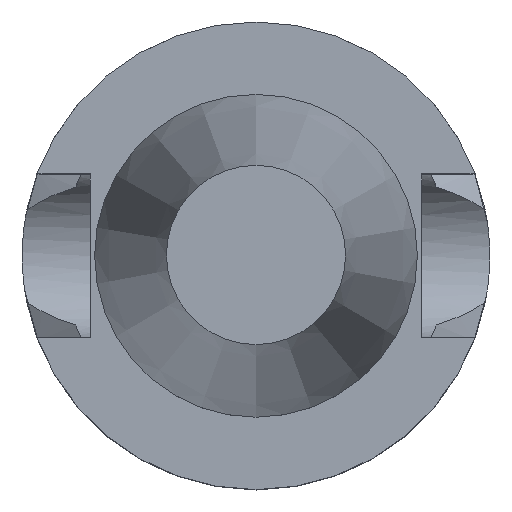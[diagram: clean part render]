
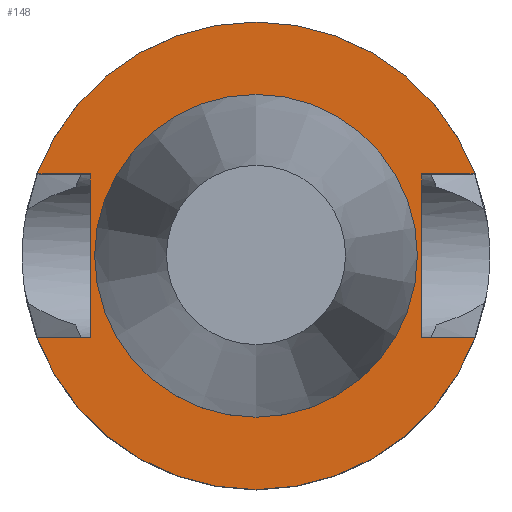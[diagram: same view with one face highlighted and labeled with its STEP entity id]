
A CAD part, top view. The second image highlights one B-rep face of the part: STEP entity #148.
In plain terms, the highlighted planar face has unit normal (0, 0, 1).
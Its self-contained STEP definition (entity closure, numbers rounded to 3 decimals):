
#148=ADVANCED_FACE('240[2]',(#390,#391),#392,.T.);
#161=EDGE_CURVE('240[2]',#412,#412,#413,.T.);
#229=EDGE_CURVE('240[2]',#409,#468,#516,.T.);
#242=EDGE_CURVE('240[2]',#435,#409,#534,.T.);
#248=EDGE_CURVE('240[2]',#435,#540,#541,.T.);
#266=EDGE_CURVE('240[2]',#563,#445,#564,.T.);
#289=EDGE_CURVE('240[2]',#468,#445,#593,.T.);
#299=EDGE_CURVE('240[2]',#563,#438,#603,.T.);
#301=EDGE_CURVE('240[2]',#438,#427,#605,.T.);
#303=EDGE_CURVE('240[2]',#427,#540,#607,.T.);
#390=FACE_BOUND('',#777,.T.);
#391=FACE_OUTER_BOUND('',#778,.T.);
#392=PLANE('',#779);
#409=VERTEX_POINT('',#810);
#412=VERTEX_POINT('',#815);
#413=CIRCLE('',#816,15.875);
#427=VERTEX_POINT('',#899);
#435=VERTEX_POINT('',#910);
#438=VERTEX_POINT('',#915);
#445=VERTEX_POINT('',#925);
#468=VERTEX_POINT('',#1029);
#516=LINE('',#1185,#1186);
#534=LINE('',#1228,#1229);
#540=VERTEX_POINT('',#1238);
#541=CIRCLE('',#1239,23.0);
#563=VERTEX_POINT('',#1361);
#564=CIRCLE('',#1362,23.0);
#593=LINE('',#1418,#1419);
#603=LINE('',#1518,#1519);
#605=LINE('',#1522,#1523);
#607=LINE('',#1526,#1527);
#777=EDGE_LOOP('',(#1647));
#778=EDGE_LOOP('',(#1648,#1649,#1650,#1651,#1652,#1653,#1654,#1655));
#779=AXIS2_PLACEMENT_3D('',#1656,#1657,#1658);
#810=CARTESIAN_POINT('',(-16.3,8.05,-1.));
#815=CARTESIAN_POINT('',(0.,15.875,-1.));
#816=AXIS2_PLACEMENT_3D('',#1674,#1675,#1676);
#899=CARTESIAN_POINT('',(16.3,8.05,-1.));
#910=CARTESIAN_POINT('',(-21.545,8.05,-1.));
#915=CARTESIAN_POINT('',(16.3,-8.05,-1.0));
#925=CARTESIAN_POINT('',(-21.545,-8.05,-1.0));
#1029=CARTESIAN_POINT('',(-16.3,-8.05,-1.0));
#1185=CARTESIAN_POINT('',(-16.3,13.744,-1.));
#1186=VECTOR('',#1779,1.0);
#1228=CARTESIAN_POINT('',(-8.15,8.05,-1.0));
#1229=VECTOR('',#1795,1.0);
#1238=CARTESIAN_POINT('',(21.545,8.05,-1.));
#1239=AXIS2_PLACEMENT_3D('',#1802,#1803,#1804);
#1361=CARTESIAN_POINT('',(21.545,-8.05,-1.0));
#1362=AXIS2_PLACEMENT_3D('',#1819,#1820,#1821);
#1418=CARTESIAN_POINT('',(-8.15,-8.05,-1.0));
#1419=VECTOR('',#1852,1.0);
#1518=CARTESIAN_POINT('',(8.15,-8.05,-1.0));
#1519=VECTOR('',#1854,1.0);
#1522=CARTESIAN_POINT('',(16.3,5.694,-1.0));
#1523=VECTOR('',#1855,1.0);
#1526=CARTESIAN_POINT('',(8.15,8.05,-1.));
#1527=VECTOR('',#1856,1.0);
#1647=ORIENTED_EDGE('',*,*,#161,.T.);
#1648=ORIENTED_EDGE('',*,*,#242,.T.);
#1649=ORIENTED_EDGE('',*,*,#229,.T.);
#1650=ORIENTED_EDGE('',*,*,#289,.T.);
#1651=ORIENTED_EDGE('',*,*,#266,.F.);
#1652=ORIENTED_EDGE('',*,*,#299,.T.);
#1653=ORIENTED_EDGE('',*,*,#301,.T.);
#1654=ORIENTED_EDGE('',*,*,#303,.T.);
#1655=ORIENTED_EDGE('',*,*,#248,.F.);
#1656=CARTESIAN_POINT('',(0.,19.438,-1.));
#1657=DIRECTION('',(0.,0.,1.0));
#1658=DIRECTION('',(1.0,0.,0.0));
#1674=CARTESIAN_POINT('',(0.,0.,-1.0));
#1675=DIRECTION('',(0.,0.,-1.0));
#1676=DIRECTION('',(0.,1.0,0.));
#1779=DIRECTION('',(0.0,-1.0,0.));
#1795=DIRECTION('',(1.0,0.,0.));
#1802=CARTESIAN_POINT('',(0.,0.,-1.0));
#1803=DIRECTION('',(0.,0.,-1.0));
#1804=DIRECTION('',(0.,1.0,0.));
#1819=CARTESIAN_POINT('',(0.,0.,-1.0));
#1820=DIRECTION('',(0.,0.,-1.0));
#1821=DIRECTION('',(0.,1.0,0.));
#1852=DIRECTION('',(-1.0,0.,0.));
#1854=DIRECTION('',(-1.0,0.,0.));
#1855=DIRECTION('',(0.0,1.0,0.));
#1856=DIRECTION('',(1.0,0.,0.));
